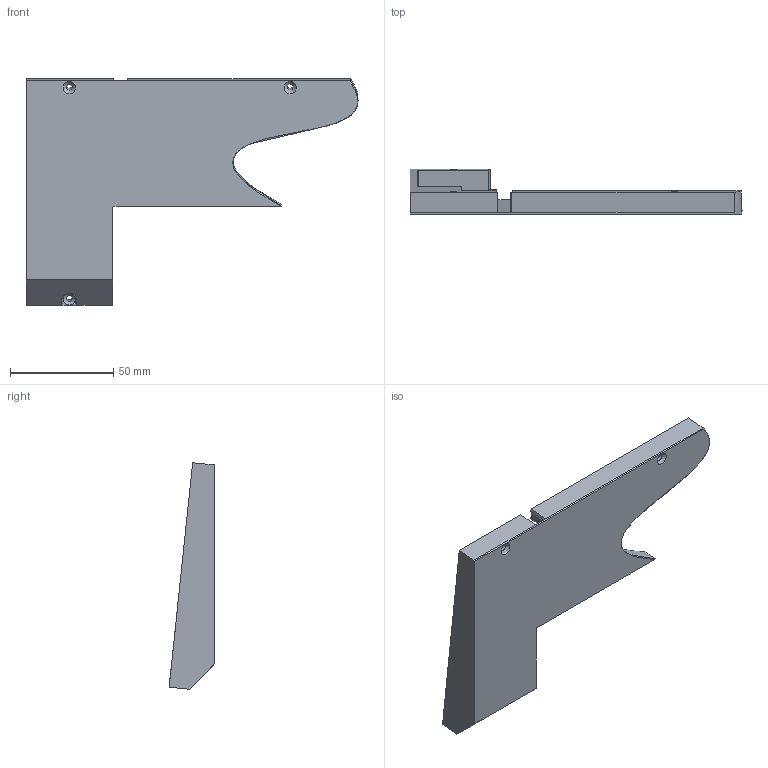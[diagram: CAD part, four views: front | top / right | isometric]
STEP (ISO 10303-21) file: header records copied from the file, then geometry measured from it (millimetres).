
FILE_DESCRIPTION(/* description */ (''),/* implementation_level */ '2;1');
FILE_NAME(/* name */ 'BottomRight.step',/* time_stamp */ '2021-01-24T11:32:01+01:00',/* author */ (''),/* organization */ (''),/* preprocessor_version */ 'ST-DEVELOPER v18.1',/* originating_system */ 'Autodesk Translation Framework v9.7.1.1290',/* authorisation */ '');
FILE_SCHEMA (('AUTOMOTIVE_DESIGN { 1 0 10303 214 3 1 1 }'));
Length unit declared in the file: millimetre
Products named in the file (1): FusionComponent
Bounding box: 160.54 x 22.12 x 109.59 mm (x, y, z)
Volume: 64488.3 mm3; surface area: 28187.3 mm2
Topology: 1 solids, 1 shells, 49 faces, 133 edges, 86 vertices
Faces by surface type: plane 29, cylinder 12, bspline 7, cone 1
Full cylindrical faces by diameter (mm): 3 x3
Entity records: 2241 total; most frequent: CARTESIAN_POINT 999, ORIENTED_EDGE 266, DIRECTION 219, EDGE_CURVE 133, LINE 89, VECTOR 89, VERTEX_POINT 86, AXIS2_PLACEMENT_3D 65
